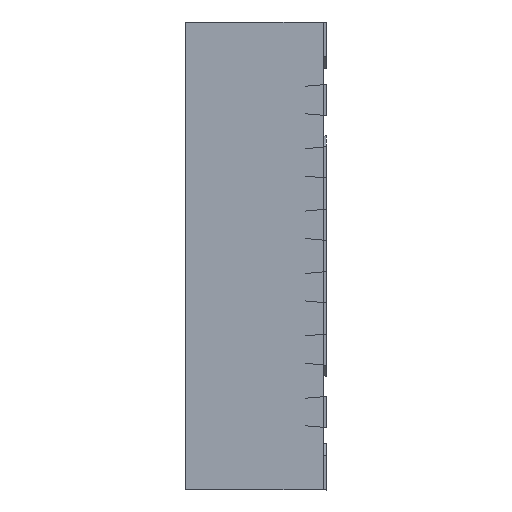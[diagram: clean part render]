
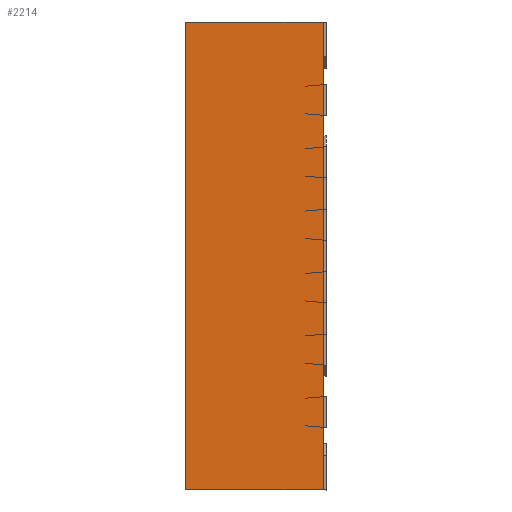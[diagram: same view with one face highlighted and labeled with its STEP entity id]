
A CAD part, left-side view. The second image highlights one B-rep face of the part: STEP entity #2214.
In plain terms, the highlighted planar face has unit normal (-1, 0, 0).
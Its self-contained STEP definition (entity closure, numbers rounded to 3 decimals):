
#355 = DIRECTION ( 'NONE',  ( 0., 1., 0. ) ) ;
#765 = VERTEX_POINT ( 'NONE', #8788 ) ;
#1021 = CARTESIAN_POINT ( 'NONE',  ( -1.5, 0.68, -1.5 ) ) ;
#1194 = EDGE_CURVE ( 'NONE', #5177, #3300, #11990, .T. ) ;
#1289 = CARTESIAN_POINT ( 'NONE',  ( -1.5, -0.2, -1.5 ) ) ;
#1841 = VECTOR ( 'NONE', #355, 1000. ) ;
#2214 = ADVANCED_FACE ( 'NONE', ( #9889 ), #4711, .F. ) ;
#2292 = CARTESIAN_POINT ( 'NONE',  ( -1.5, 0.68, -1.5 ) ) ;
#2335 = DIRECTION ( 'NONE',  ( 0., 0., 1. ) ) ;
#3300 = VERTEX_POINT ( 'NONE', #11464 ) ;
#3504 = VECTOR ( 'NONE', #5494, 1000. ) ;
#4070 = DIRECTION ( 'NONE',  ( 0., 0., -1. ) ) ;
#4127 = DIRECTION ( 'NONE',  ( 1., 0., 0. ) ) ;
#4488 = CARTESIAN_POINT ( 'NONE',  ( -1.5, -0.2, 1.5 ) ) ;
#4492 = EDGE_CURVE ( 'NONE', #7354, #3300, #10620, .T. ) ;
#4494 = ORIENTED_EDGE ( 'NONE', *, *, #1194, .T. ) ;
#4574 = EDGE_CURVE ( 'NONE', #765, #7354, #4777, .T. ) ;
#4584 = CARTESIAN_POINT ( 'NONE',  ( -1.5, -0.2, 1.5 ) ) ;
#4711 = PLANE ( 'NONE',  #9984 ) ;
#4777 = LINE ( 'NONE', #1289, #1841 ) ;
#4951 = VECTOR ( 'NONE', #2335, 1000. ) ;
#5093 = CARTESIAN_POINT ( 'NONE',  ( -1.5, -0.2, 1.5 ) ) ;
#5177 = VERTEX_POINT ( 'NONE', #4584 ) ;
#5401 = CARTESIAN_POINT ( 'NONE',  ( -1.5, -0.2, 1.5 ) ) ;
#5494 = DIRECTION ( 'NONE',  ( 0., 1., 0. ) ) ;
#5506 = ORIENTED_EDGE ( 'NONE', *, *, #4492, .F. ) ;
#6101 = EDGE_CURVE ( 'NONE', #5177, #765, #10431, .T. ) ;
#7354 = VERTEX_POINT ( 'NONE', #1021 ) ;
#8788 = CARTESIAN_POINT ( 'NONE',  ( -1.5, -0.2, -1.5 ) ) ;
#9668 = EDGE_LOOP ( 'NONE', ( #4494, #5506, #11618, #13373 ) ) ;
#9889 = FACE_OUTER_BOUND ( 'NONE', #9668, .T. ) ;
#9984 = AXIS2_PLACEMENT_3D ( 'NONE', #4488, #4127, #4070 ) ;
#10431 = LINE ( 'NONE', #5093, #11400 ) ;
#10620 = LINE ( 'NONE', #2292, #4951 ) ;
#11400 = VECTOR ( 'NONE', #12454, 1000. ) ;
#11464 = CARTESIAN_POINT ( 'NONE',  ( -1.5, 0.68, 1.5 ) ) ;
#11618 = ORIENTED_EDGE ( 'NONE', *, *, #4574, .F. ) ;
#11990 = LINE ( 'NONE', #5401, #3504 ) ;
#12454 = DIRECTION ( 'NONE',  ( 0., 0., -1. ) ) ;
#13373 = ORIENTED_EDGE ( 'NONE', *, *, #6101, .F. ) ;
